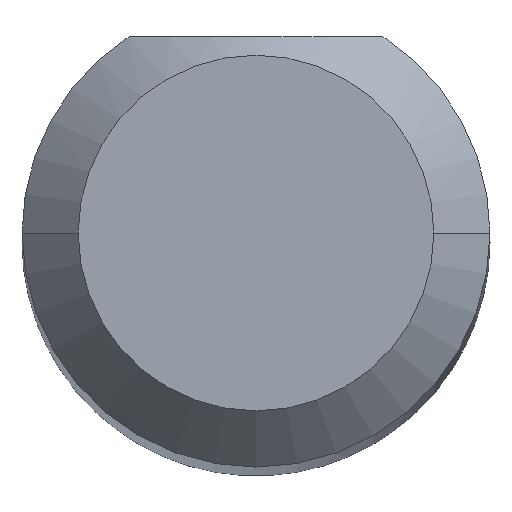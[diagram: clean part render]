
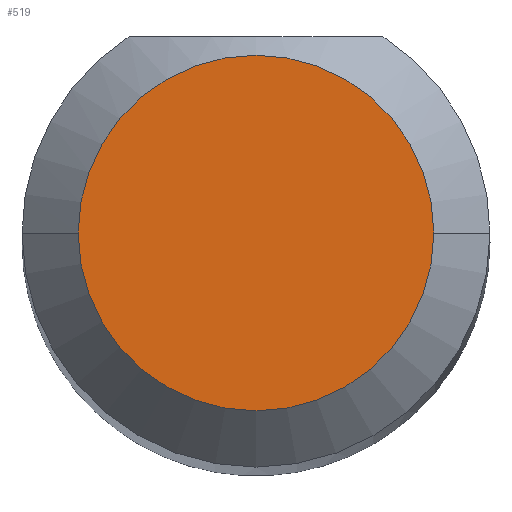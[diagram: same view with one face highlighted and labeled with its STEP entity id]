
A CAD part, top view. The second image highlights one B-rep face of the part: STEP entity #519.
In plain terms, the highlighted planar face has unit normal (0, 0, 1).
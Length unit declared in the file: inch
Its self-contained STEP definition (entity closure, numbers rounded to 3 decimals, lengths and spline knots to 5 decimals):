
#5 = CIRCLE ( 'NONE', #529, 0.0475 ) ;
#8 = VERTEX_POINT ( 'NONE', #263 ) ;
#72 = DIRECTION ( 'NONE',  ( 1., 0., 0. ) ) ;
#77 = CARTESIAN_POINT ( 'NONE',  ( 0., 0., 1.5 ) ) ;
#83 = DIRECTION ( 'NONE',  ( 0., 0., 1. ) ) ;
#112 = AXIS2_PLACEMENT_3D ( 'NONE', #237, #526, #444 ) ;
#133 = DIRECTION ( 'NONE',  ( 1., 0., 0. ) ) ;
#179 = CARTESIAN_POINT ( 'NONE',  ( 0.0475, 0., 1.5 ) ) ;
#237 = CARTESIAN_POINT ( 'NONE',  ( 0., 0., 1.5 ) ) ;
#244 = EDGE_CURVE ( 'NONE', #384, #8, #5, .T. ) ;
#263 = CARTESIAN_POINT ( 'NONE',  ( -0.0475, 0., 1.5 ) ) ;
#278 = CIRCLE ( 'NONE', #112, 0.0475 ) ;
#280 = PLANE ( 'NONE',  #316 ) ;
#314 = FACE_OUTER_BOUND ( 'NONE', #525, .T. ) ;
#316 = AXIS2_PLACEMENT_3D ( 'NONE', #77, #440, #72 ) ;
#358 = ORIENTED_EDGE ( 'NONE', *, *, #244, .T. ) ;
#381 = ORIENTED_EDGE ( 'NONE', *, *, #430, .T. ) ;
#384 = VERTEX_POINT ( 'NONE', #179 ) ;
#430 = EDGE_CURVE ( 'NONE', #8, #384, #278, .T. ) ;
#440 = DIRECTION ( 'NONE',  ( 0., 0., 1. ) ) ;
#444 = DIRECTION ( 'NONE',  ( 1., 0., 0. ) ) ;
#454 = CARTESIAN_POINT ( 'NONE',  ( 0., 0., 1.5 ) ) ;
#519 = ADVANCED_FACE ( 'NONE', ( #314 ), #280, .T. ) ;
#525 = EDGE_LOOP ( 'NONE', ( #381, #358 ) ) ;
#526 = DIRECTION ( 'NONE',  ( 0., 0., 1. ) ) ;
#529 = AXIS2_PLACEMENT_3D ( 'NONE', #454, #83, #133 ) ;
